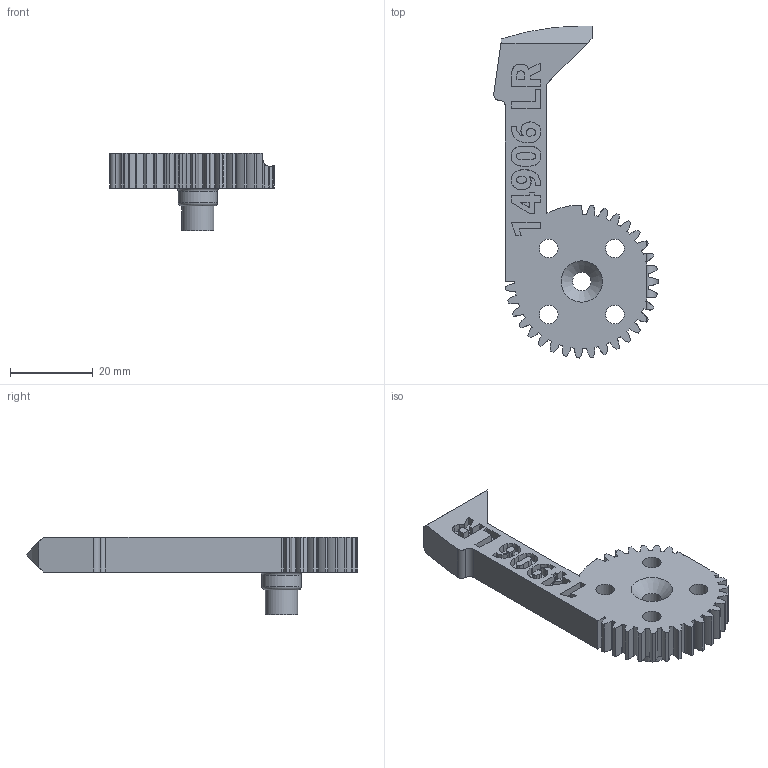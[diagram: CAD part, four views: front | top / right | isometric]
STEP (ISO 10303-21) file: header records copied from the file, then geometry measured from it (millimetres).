
FILE_DESCRIPTION(('FreeCAD Model'),'2;1');
FILE_NAME('Open CASCADE Shape Model','2024-11-11T13:13:03',(''),(''), 'Open CASCADE STEP processor 7.8','FreeCAD','Unknown');
FILE_SCHEMA(('AUTOMOTIVE_DESIGN { 1 0 10303 214 1 1 1 1 }'));
Length unit declared in the file: millimetre
Products named in the file (1): Claw Pincher Powered
Bounding box: 39.79 x 80.31 x 18.7 mm (x, y, z)
Volume: 12152.1 mm3; surface area: 6974.6 mm2
Topology: 1 solids, 1 shells, 338 faces, 962 edges, 644 vertices
Faces by surface type: extrusion 220, plane 94, cylinder 21, torus 2, cone 1
Full cylindrical faces by diameter (mm): 4.5 x5, 7.8 x1, 9 x4, 9.5 x1
Entity records: 14793 total; most frequent: CARTESIAN_POINT 6798, ORIENTED_EDGE 1924, DIRECTION 1010, EDGE_CURVE 962, B_SPLINE_CURVE_WITH_KNOTS 682, VECTOR 668, VERTEX_POINT 644, LINE 448
